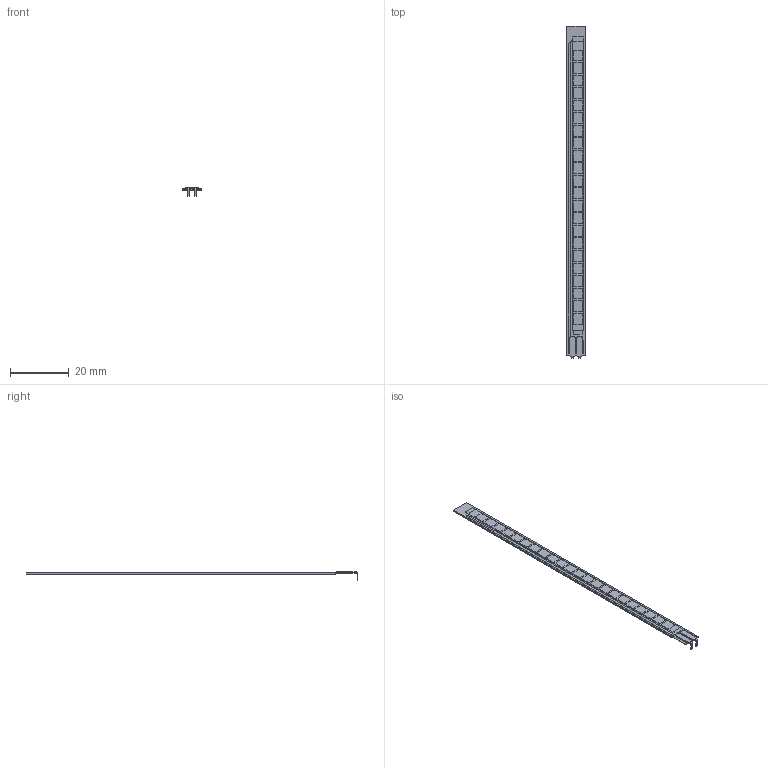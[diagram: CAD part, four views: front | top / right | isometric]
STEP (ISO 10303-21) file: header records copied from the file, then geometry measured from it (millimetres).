
FILE_DESCRIPTION(/* description */ ('Unknown'),/* implementation_level */ '2;1');
FILE_NAME(/* name */ 'FS-L-0095-103-ST - Assembly',/* time_stamp */ '2018-10-29T19:59:29-04:00',/* author */ ('Unknown'),/* organization */ ('Unknown'),/* preprocessor_version */ 'ST-DEVELOPER v16.7',/* originating_system */ 'DEX',/* authorisation */ $);
FILE_SCHEMA (('AUTOMOTIVE_DESIGN {1 0 10303 214 3 1 1}'));
Length unit declared in the file: millimetre
Products named in the file (3): FS-L-0095-103-ST; FS-L-0095-103-ST - Base; FS-L-0095-103-ST - Top
Assembly tree (2 placements, depth 2):
  FS-L-0095-103-ST
    FS-L-0095-103-ST - Base
    FS-L-0095-103-ST - Top
Bounding box: 6.45 x 113.46 x 2.77 mm (x, y, z)
Volume: 369.6 mm3; surface area: 2581.7 mm2
Topology: 2 solids, 22 shells, 446 faces, 1123 edges, 743 vertices
Faces by surface type: plane 311, cylinder 96, bspline 39
Entity records: 17887 total; most frequent: CARTESIAN_POINT 4428, ORIENTED_EDGE 2238, DIRECTION 1872, EDGE_CURVE 1119, VERTEX_POINT 743, LINE 658, VECTOR 658, AXIS2_PLACEMENT_3D 607
